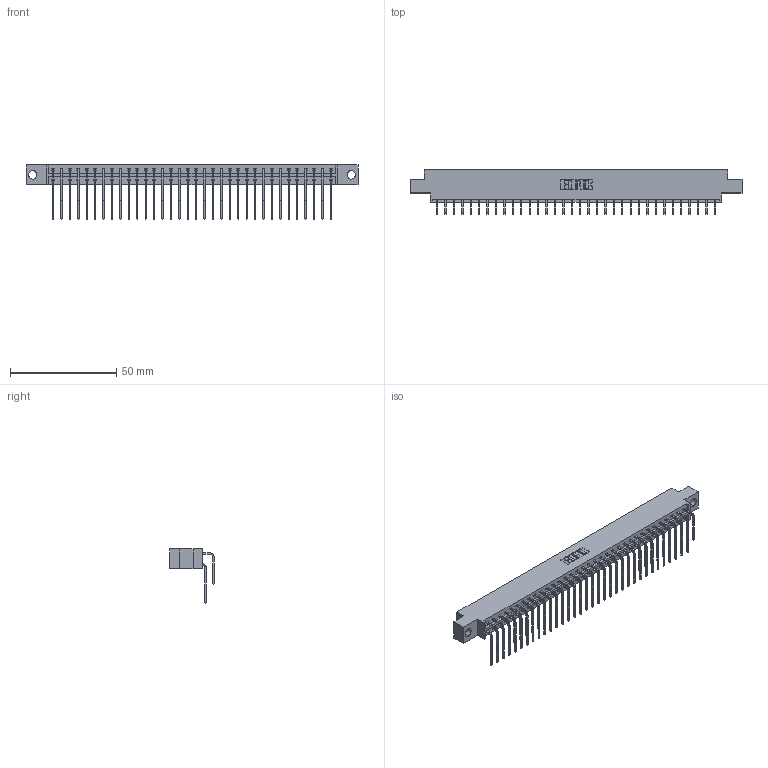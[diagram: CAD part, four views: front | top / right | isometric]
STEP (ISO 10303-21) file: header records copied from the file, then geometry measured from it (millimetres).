
FILE_DESCRIPTION (( 'STEP AP203' ), '1' );
FILE_NAME ('333-068-559-804.STEP', '2018-08-04T13:51:49', ( '' ), ( '' ), 'SwSTEP 2.0', 'SolidWorks 2016', '' );
FILE_SCHEMA (( 'CONFIG_CONTROL_DESIGN' ));
Length unit declared in the file: inch
Products named in the file (4): 333-068-559-804; 333 Part_Offset - .156 Dia - TH; 345-292-001_558 559 Tail - 1; 345-292-001_559 Tail - 2
Assembly tree (69 placements, depth 2):
  333-068-559-804
    333 Part_Offset - .156 Dia - TH
    345-292-001_558 559 Tail - 1  x34
    345-292-001_559 Tail - 2  x34
Bounding box: 156.26 x 20.9 x 25.53 mm (x, y, z)
Volume: 15955.1 mm3; surface area: 20751.2 mm2
Topology: 69 solids, 69 shells, 3790 faces, 11271 edges, 7422 vertices
Faces by surface type: plane 2658, cylinder 1132
Entity records: 24827 total; most frequent: CARTESIAN_POINT 4177, ORIENTED_EDGE 4062, DIRECTION 3563, EDGE_CURVE 2031, VECTOR 1863, LINE 1863, VERTEX_POINT 1350, AXIS2_PLACEMENT_3D 850
